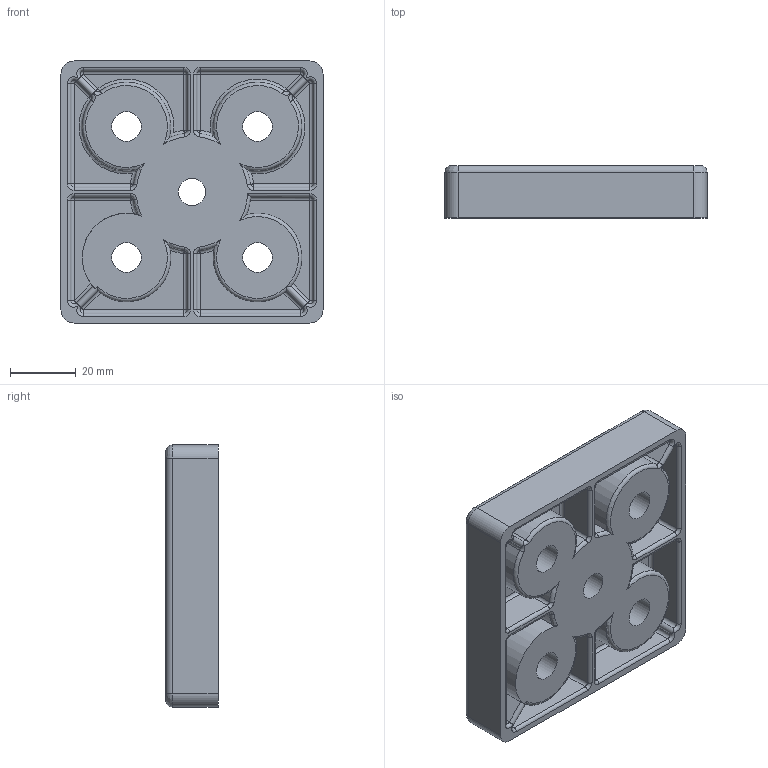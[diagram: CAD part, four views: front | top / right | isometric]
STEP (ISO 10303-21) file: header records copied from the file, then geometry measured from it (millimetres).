
FILE_DESCRIPTION((''),'2;1');
FILE_NAME('AR3096.stp','2020-12-10T15:15:09',('arma02'),(''),'Autodesk Inventor 2013','Autodesk Inventor 2013','');
FILE_SCHEMA(('AUTOMOTIVE_DESIGN { 1 0 10303 214 1 1 1 1 }'));
Length unit declared in the file: millimetre
Products named in the file (1): AR3096
Bounding box: 80 x 16 x 80 mm (x, y, z)
Volume: 68884.7 mm3; surface area: 28635.1 mm2
Topology: 1 solids, 1 shells, 245 faces, 524 edges, 294 vertices
Faces by surface type: cylinder 109, torus 53, plane 47, sphere 27, cone 5, bspline 4
Full cylindrical faces by diameter (mm): 8.376 x1, 9 x4, 15 x4, 16 x1, 22 x4
Entity records: 7020 total; most frequent: CARTESIAN_POINT 1658, DIRECTION 1260, ORIENTED_EDGE 1002, AXIS2_PLACEMENT_3D 542, EDGE_CURVE 501, CIRCLE 300, VERTEX_POINT 290, EDGE_LOOP 287
